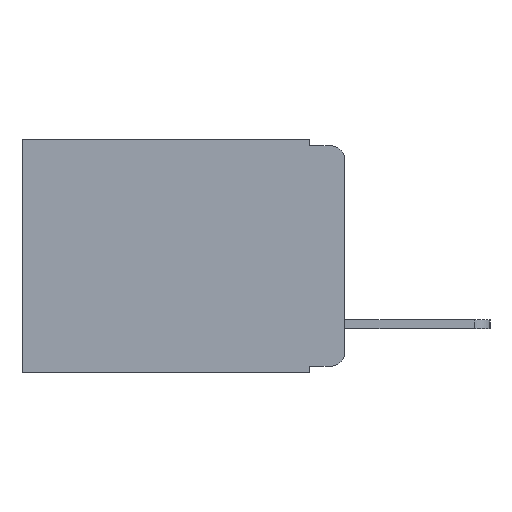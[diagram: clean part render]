
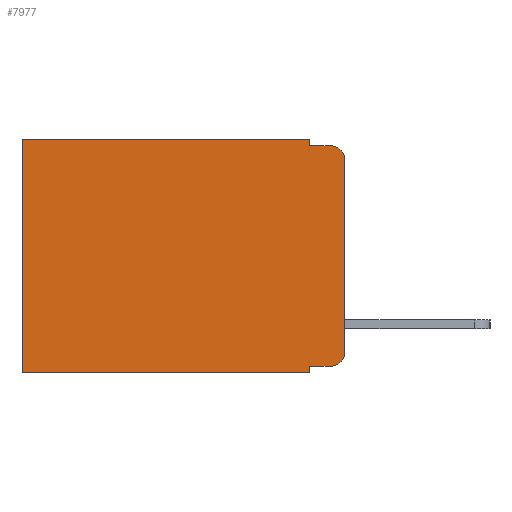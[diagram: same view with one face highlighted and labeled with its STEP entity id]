
A CAD part, left-side view. The second image highlights one B-rep face of the part: STEP entity #7977.
In plain terms, the highlighted planar face has unit normal (-1, 0, 0).
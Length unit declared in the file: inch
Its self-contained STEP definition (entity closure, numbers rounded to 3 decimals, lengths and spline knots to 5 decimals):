
#239 = CARTESIAN_POINT ( 'NONE',  ( 0.298, 0., 0. ) ) ;
#240 = VERTEX_POINT ( 'NONE', #3519 ) ;
#435 = DIRECTION ( 'NONE',  ( -1., 0., 0. ) ) ;
#1199 = VERTEX_POINT ( 'NONE', #14552 ) ;
#1249 = LINE ( 'NONE', #239, #15069 ) ;
#1361 = CARTESIAN_POINT ( 'NONE',  ( 0.298, 0.02, -0.03 ) ) ;
#1373 = EDGE_CURVE ( 'NONE', #5808, #3425, #6240, .T. ) ;
#1403 = DIRECTION ( 'NONE',  ( 0., 0., -1. ) ) ;
#1517 = VECTOR ( 'NONE', #7736, 39.37008 ) ;
#1872 = CARTESIAN_POINT ( 'NONE',  ( 0.298, 0., 0. ) ) ;
#1896 = CARTESIAN_POINT ( 'NONE',  ( 0.298, 0., 0. ) ) ;
#1986 = EDGE_CURVE ( 'NONE', #9271, #240, #9994, .T. ) ;
#2308 = AXIS2_PLACEMENT_3D ( 'NONE', #13540, #13651, #15969 ) ;
#3425 = VERTEX_POINT ( 'NONE', #17737 ) ;
#3519 = CARTESIAN_POINT ( 'NONE',  ( 0.298, 0.473, 0. ) ) ;
#3962 = LINE ( 'NONE', #4978, #17730 ) ;
#4609 = CARTESIAN_POINT ( 'NONE',  ( 0.298, 0.051, 0. ) ) ;
#4686 = EDGE_CURVE ( 'NONE', #6108, #16900, #5485, .T. ) ;
#4714 = EDGE_CURVE ( 'NONE', #14328, #12127, #11745, .T. ) ;
#4749 = EDGE_CURVE ( 'NONE', #9271, #1199, #11329, .T. ) ;
#4818 = ORIENTED_EDGE ( 'NONE', *, *, #4749, .F. ) ;
#4835 = DIRECTION ( 'NONE',  ( 0., 0., -1. ) ) ;
#4878 = EDGE_CURVE ( 'NONE', #14328, #16900, #1249, .T. ) ;
#4911 = EDGE_CURVE ( 'NONE', #16075, #6108, #3962, .T. ) ;
#4955 = PLANE ( 'NONE',  #11957 ) ;
#4978 = CARTESIAN_POINT ( 'NONE',  ( 0.298, 0.051, -0.333 ) ) ;
#5164 = CARTESIAN_POINT ( 'NONE',  ( 0.298, 0.051, -0.343 ) ) ;
#5196 = FACE_OUTER_BOUND ( 'NONE', #8620, .T. ) ;
#5485 = CIRCLE ( 'NONE', #2308, 0.02 ) ;
#5497 = LINE ( 'NONE', #11676, #1517 ) ;
#5808 = VERTEX_POINT ( 'NONE', #5164 ) ;
#6108 = VERTEX_POINT ( 'NONE', #14015 ) ;
#6240 = LINE ( 'NONE', #6793, #13371 ) ;
#6500 = DIRECTION ( 'NONE',  ( 0., 1., 0. ) ) ;
#6793 = CARTESIAN_POINT ( 'NONE',  ( 0.298, 0., -0.343 ) ) ;
#7147 = AXIS2_PLACEMENT_3D ( 'NONE', #1361, #435, #1403 ) ;
#7389 = DIRECTION ( 'NONE',  ( 0., 1., 0. ) ) ;
#7432 = CARTESIAN_POINT ( 'NONE',  ( 0.298, 0.051, 0. ) ) ;
#7557 = ORIENTED_EDGE ( 'NONE', *, *, #16574, .F. ) ;
#7736 = DIRECTION ( 'NONE',  ( 0., -1., 0. ) ) ;
#7977 = ADVANCED_FACE ( 'NONE', ( #5196 ), #4955, .F. ) ;
#8439 = ORIENTED_EDGE ( 'NONE', *, *, #1986, .T. ) ;
#8620 = EDGE_LOOP ( 'NONE', ( #17319, #17711, #7557, #4818, #8439, #11944, #8847, #9281, #12768, #16287 ) ) ;
#8847 = ORIENTED_EDGE ( 'NONE', *, *, #1373, .F. ) ;
#9271 = VERTEX_POINT ( 'NONE', #4609 ) ;
#9281 = ORIENTED_EDGE ( 'NONE', *, *, #13513, .F. ) ;
#9881 = CARTESIAN_POINT ( 'NONE',  ( 0.298, 0., -0.03 ) ) ;
#9994 = LINE ( 'NONE', #1872, #16618 ) ;
#10434 = LINE ( 'NONE', #15489, #17031 ) ;
#10527 = VECTOR ( 'NONE', #11588, 39.37008 ) ;
#11329 = LINE ( 'NONE', #13123, #10527 ) ;
#11385 = LINE ( 'NONE', #7432, #14495 ) ;
#11588 = DIRECTION ( 'NONE',  ( 0., 0., -1. ) ) ;
#11617 = DIRECTION ( 'NONE',  ( 1., 0., 0. ) ) ;
#11676 = CARTESIAN_POINT ( 'NONE',  ( 0.298, 0.051, -0.01 ) ) ;
#11745 = CIRCLE ( 'NONE', #7147, 0.02 ) ;
#11944 = ORIENTED_EDGE ( 'NONE', *, *, #13543, .T. ) ;
#11957 = AXIS2_PLACEMENT_3D ( 'NONE', #1896, #11617, #16858 ) ;
#12127 = VERTEX_POINT ( 'NONE', #12615 ) ;
#12577 = DIRECTION ( 'NONE',  ( 0., -1., 0. ) ) ;
#12615 = CARTESIAN_POINT ( 'NONE',  ( 0.298, 0.02, -0.01 ) ) ;
#12768 = ORIENTED_EDGE ( 'NONE', *, *, #4911, .T. ) ;
#12784 = DIRECTION ( 'NONE',  ( 0., 0., -1. ) ) ;
#13123 = CARTESIAN_POINT ( 'NONE',  ( 0.298, 0.051, 0. ) ) ;
#13371 = VECTOR ( 'NONE', #6500, 39.37008 ) ;
#13472 = DIRECTION ( 'NONE',  ( 0., 0., -1. ) ) ;
#13513 = EDGE_CURVE ( 'NONE', #16075, #5808, #11385, .T. ) ;
#13540 = CARTESIAN_POINT ( 'NONE',  ( 0.298, 0.02, -0.313 ) ) ;
#13543 = EDGE_CURVE ( 'NONE', #240, #3425, #10434, .T. ) ;
#13651 = DIRECTION ( 'NONE',  ( -1., 0., 0. ) ) ;
#14015 = CARTESIAN_POINT ( 'NONE',  ( 0.298, 0.02, -0.333 ) ) ;
#14328 = VERTEX_POINT ( 'NONE', #9881 ) ;
#14495 = VECTOR ( 'NONE', #12784, 39.37008 ) ;
#14552 = CARTESIAN_POINT ( 'NONE',  ( 0.298, 0.051, -0.01 ) ) ;
#15069 = VECTOR ( 'NONE', #13472, 39.37008 ) ;
#15489 = CARTESIAN_POINT ( 'NONE',  ( 0.298, 0.473, 0. ) ) ;
#15851 = CARTESIAN_POINT ( 'NONE',  ( 0.298, 0., -0.313 ) ) ;
#15969 = DIRECTION ( 'NONE',  ( 0., 0., -1. ) ) ;
#16075 = VERTEX_POINT ( 'NONE', #17241 ) ;
#16287 = ORIENTED_EDGE ( 'NONE', *, *, #4686, .T. ) ;
#16574 = EDGE_CURVE ( 'NONE', #1199, #12127, #5497, .T. ) ;
#16618 = VECTOR ( 'NONE', #7389, 39.37008 ) ;
#16858 = DIRECTION ( 'NONE',  ( 0., 0., -1. ) ) ;
#16900 = VERTEX_POINT ( 'NONE', #15851 ) ;
#17031 = VECTOR ( 'NONE', #4835, 39.37008 ) ;
#17241 = CARTESIAN_POINT ( 'NONE',  ( 0.298, 0.051, -0.333 ) ) ;
#17319 = ORIENTED_EDGE ( 'NONE', *, *, #4878, .F. ) ;
#17711 = ORIENTED_EDGE ( 'NONE', *, *, #4714, .T. ) ;
#17730 = VECTOR ( 'NONE', #12577, 39.37008 ) ;
#17737 = CARTESIAN_POINT ( 'NONE',  ( 0.298, 0.473, -0.343 ) ) ;
